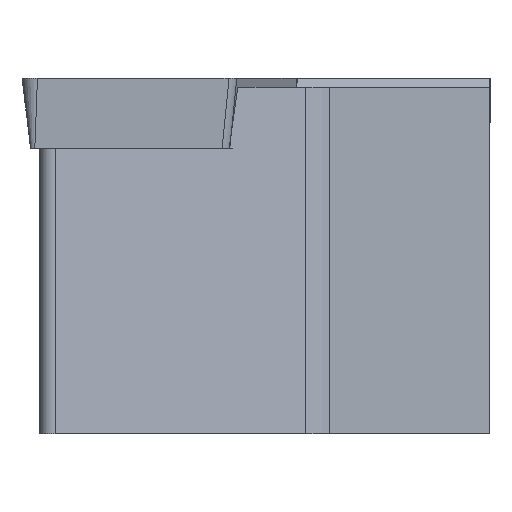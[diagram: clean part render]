
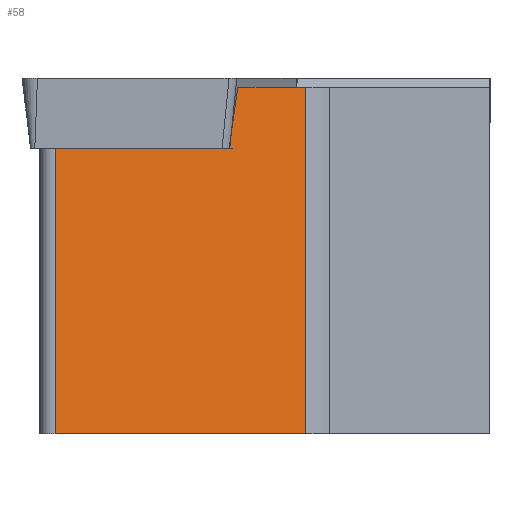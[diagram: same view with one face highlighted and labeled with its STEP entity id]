
A CAD part, left-side view. The second image highlights one B-rep face of the part: STEP entity #58.
In plain terms, the highlighted planar face has unit normal (-0.954, -0.301, 0).
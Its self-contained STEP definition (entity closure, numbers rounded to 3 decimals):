
#58=ADVANCED_FACE('',(#103),#83,.F.);
#83=PLANE('',#510);
#103=FACE_OUTER_BOUND('',#129,.T.);
#129=EDGE_LOOP('',(#181,#182,#183,#184,#185,#186));
#181=ORIENTED_EDGE('',*,*,#352,.F.);
#182=ORIENTED_EDGE('',*,*,#353,.F.);
#183=ORIENTED_EDGE('',*,*,#351,.F.);
#184=ORIENTED_EDGE('',*,*,#354,.F.);
#185=ORIENTED_EDGE('',*,*,#355,.T.);
#186=ORIENTED_EDGE('',*,*,#336,.F.);
#293=VERTEX_POINT('',#679);
#294=VERTEX_POINT('',#681);
#305=VERTEX_POINT('',#707);
#306=VERTEX_POINT('',#709);
#307=VERTEX_POINT('',#713);
#308=VERTEX_POINT('',#716);
#336=EDGE_CURVE('',#293,#294,#401,.T.);
#351=EDGE_CURVE('',#306,#305,#412,.T.);
#352=EDGE_CURVE('',#307,#293,#413,.T.);
#353=EDGE_CURVE('',#305,#307,#414,.T.);
#354=EDGE_CURVE('',#308,#306,#415,.T.);
#355=EDGE_CURVE('',#308,#294,#416,.T.);
#401=LINE('',#680,#452);
#412=LINE('',#710,#463);
#413=LINE('',#712,#464);
#414=LINE('',#714,#465);
#415=LINE('',#715,#466);
#416=LINE('',#717,#467);
#452=VECTOR('',#546,1.);
#463=VECTOR('',#569,1.);
#464=VECTOR('',#572,1.);
#465=VECTOR('',#573,1.);
#466=VECTOR('',#574,1.);
#467=VECTOR('',#575,1.);
#510=AXIS2_PLACEMENT_3D('',#718,#576,#577);
#546=DIRECTION('',(0.301,-0.954,0.));
#569=DIRECTION('',(0.,0.,1.));
#572=DIRECTION('',(0.045,-0.141,0.989));
#573=DIRECTION('',(0.301,-0.954,0.));
#574=DIRECTION('',(-0.301,0.954,0.));
#575=DIRECTION('',(0.,0.,1.));
#576=DIRECTION('',(0.954,0.301,0.));
#577=DIRECTION('',(0.301,-0.954,0.));
#679=CARTESIAN_POINT('',(2.774,8.506,-0.3));
#680=CARTESIAN_POINT('',(0.832,14.667,-0.3));
#681=CARTESIAN_POINT('',(3.493,6.227,-0.3));
#707=CARTESIAN_POINT('',(0.832,14.667,-2.38));
#709=CARTESIAN_POINT('',(0.832,14.667,-12.));
#710=CARTESIAN_POINT('',(0.832,14.667,-30.));
#712=CARTESIAN_POINT('',(1.422,12.794,-30.294));
#713=CARTESIAN_POINT('',(2.68,8.803,-2.38));
#714=CARTESIAN_POINT('',(0.832,14.667,-2.38));
#715=CARTESIAN_POINT('',(0.832,14.667,-12.));
#716=CARTESIAN_POINT('',(3.493,6.227,-12.));
#717=CARTESIAN_POINT('',(3.493,6.227,-30.));
#718=CARTESIAN_POINT('',(0.832,14.667,-30.));
